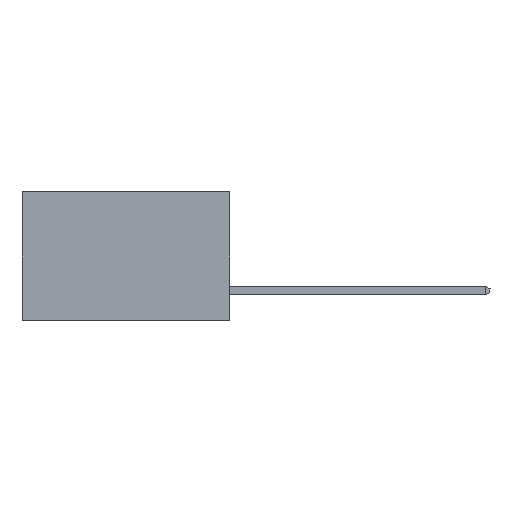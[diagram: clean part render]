
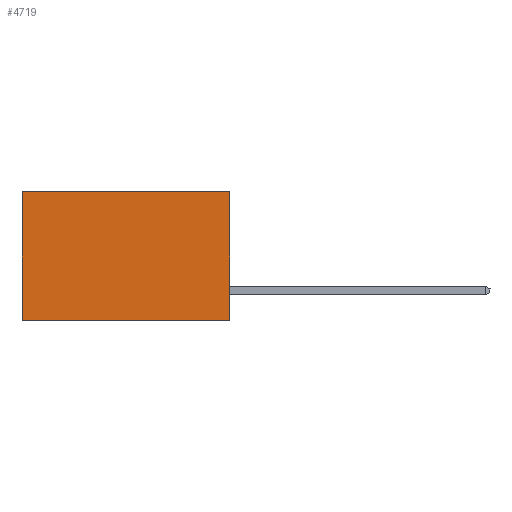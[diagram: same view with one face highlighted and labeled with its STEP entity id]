
A CAD part, left-side view. The second image highlights one B-rep face of the part: STEP entity #4719.
In plain terms, the highlighted planar face has unit normal (-1, 0, 0).
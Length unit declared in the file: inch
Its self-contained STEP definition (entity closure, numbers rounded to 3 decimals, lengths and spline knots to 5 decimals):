
#542 = VECTOR ( 'NONE', #12766, 39.37008 ) ;
#861 = LINE ( 'NONE', #16228, #542 ) ;
#1982 = EDGE_CURVE ( 'NONE', #6793, #3332, #10718, .T. ) ;
#2235 = VECTOR ( 'NONE', #4757, 39.37008 ) ;
#2571 = CARTESIAN_POINT ( 'NONE',  ( 0.2615, 0.6, 0. ) ) ;
#3332 = VERTEX_POINT ( 'NONE', #4280 ) ;
#4280 = CARTESIAN_POINT ( 'NONE',  ( 0.2615, 0.6, -0.37 ) ) ;
#4719 = ADVANCED_FACE ( 'NONE', ( #17479 ), #4720, .F. ) ;
#4720 = PLANE ( 'NONE',  #9262 ) ;
#4757 = DIRECTION ( 'NONE',  ( 0., 1., 0. ) ) ;
#5897 = DIRECTION ( 'NONE',  ( 0., 0., -1. ) ) ;
#6288 = EDGE_LOOP ( 'NONE', ( #23973, #9910, #20556, #8923 ) ) ;
#6566 = EDGE_CURVE ( 'NONE', #24355, #10591, #861, .T. ) ;
#6793 = VERTEX_POINT ( 'NONE', #15232 ) ;
#6962 = VECTOR ( 'NONE', #24160, 39.37008 ) ;
#8923 = ORIENTED_EDGE ( 'NONE', *, *, #6566, .T. ) ;
#9007 = LINE ( 'NONE', #24105, #19000 ) ;
#9262 = AXIS2_PLACEMENT_3D ( 'NONE', #21552, #15870, #17722 ) ;
#9910 = ORIENTED_EDGE ( 'NONE', *, *, #1982, .F. ) ;
#10591 = VERTEX_POINT ( 'NONE', #2571 ) ;
#10718 = LINE ( 'NONE', #16156, #2235 ) ;
#12766 = DIRECTION ( 'NONE',  ( 0., 1., 0. ) ) ;
#15232 = CARTESIAN_POINT ( 'NONE',  ( 0.2615, 0., -0.37 ) ) ;
#15870 = DIRECTION ( 'NONE',  ( 1., 0., 0. ) ) ;
#16156 = CARTESIAN_POINT ( 'NONE',  ( 0.2615, 0., -0.37 ) ) ;
#16228 = CARTESIAN_POINT ( 'NONE',  ( 0.2615, 0., 0. ) ) ;
#17034 = EDGE_CURVE ( 'NONE', #24355, #6793, #20793, .T. ) ;
#17081 = CARTESIAN_POINT ( 'NONE',  ( 0.2615, 0., -0.37 ) ) ;
#17479 = FACE_OUTER_BOUND ( 'NONE', #6288, .T. ) ;
#17722 = DIRECTION ( 'NONE',  ( 0., 0., -1. ) ) ;
#18268 = CARTESIAN_POINT ( 'NONE',  ( 0.2615, 0., 0. ) ) ;
#19000 = VECTOR ( 'NONE', #5897, 39.37008 ) ;
#20556 = ORIENTED_EDGE ( 'NONE', *, *, #17034, .F. ) ;
#20793 = LINE ( 'NONE', #17081, #6962 ) ;
#21552 = CARTESIAN_POINT ( 'NONE',  ( 0.2615, 0., -0.37 ) ) ;
#21597 = EDGE_CURVE ( 'NONE', #10591, #3332, #9007, .T. ) ;
#23973 = ORIENTED_EDGE ( 'NONE', *, *, #21597, .T. ) ;
#24105 = CARTESIAN_POINT ( 'NONE',  ( 0.2615, 0.6, -0.37 ) ) ;
#24160 = DIRECTION ( 'NONE',  ( 0., 0., -1. ) ) ;
#24355 = VERTEX_POINT ( 'NONE', #18268 ) ;
